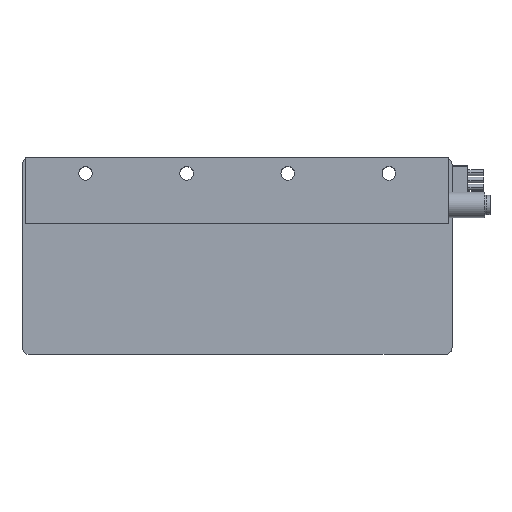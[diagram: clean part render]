
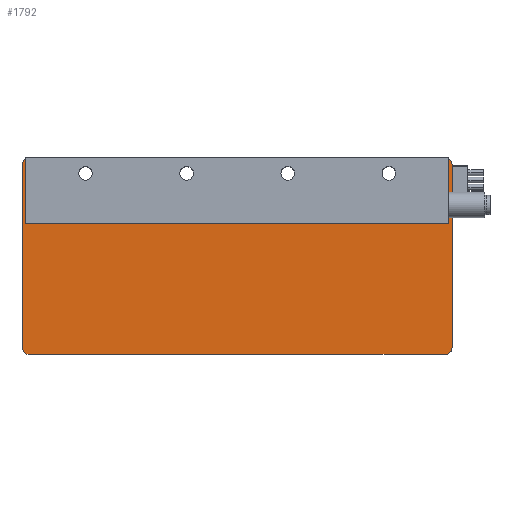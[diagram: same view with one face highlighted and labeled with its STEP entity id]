
A CAD part, top view. The second image highlights one B-rep face of the part: STEP entity #1792.
In plain terms, the highlighted planar face has unit normal (0, 0, 1).
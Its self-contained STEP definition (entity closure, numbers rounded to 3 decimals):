
#189=DIRECTION('',(0.,1.,0.));
#190=VECTOR('',#189,20.644);
#191=CARTESIAN_POINT('',(67.,10.1,3.25));
#192=LINE('',#191,#190);
#193=CARTESIAN_POINT('',(65.8,28.9,3.25));
#194=DIRECTION('',(0.,0.,-1.));
#195=DIRECTION('',(0.545,0.838,0.));
#196=AXIS2_PLACEMENT_3D('',#193,#194,#195);
#198=DIRECTION('',(0.,-1.,0.));
#199=VECTOR('',#198,57.9);
#200=CARTESIAN_POINT('',(68.,28.9,3.25));
#201=LINE('',#200,#199);
#202=CARTESIAN_POINT('',(65.8,-29.,3.25));
#203=DIRECTION('',(0.,0.,-1.));
#204=DIRECTION('',(1.,0.,0.));
#205=AXIS2_PLACEMENT_3D('',#202,#203,#204);
#207=DIRECTION('',(-1.,0.,0.));
#208=VECTOR('',#207,131.6);
#209=CARTESIAN_POINT('',(65.8,-31.2,3.25));
#210=LINE('',#209,#208);
#211=CARTESIAN_POINT('',(-65.8,-29.,3.25));
#212=DIRECTION('',(0.,0.,-1.));
#213=DIRECTION('',(0.,-1.,0.));
#214=AXIS2_PLACEMENT_3D('',#211,#212,#213);
#216=DIRECTION('',(0.,1.,0.));
#217=VECTOR('',#216,57.9);
#218=CARTESIAN_POINT('',(-68.,-29.,3.25));
#219=LINE('',#218,#217);
#220=CARTESIAN_POINT('',(-65.8,28.9,3.25));
#221=DIRECTION('',(0.,0.,-1.));
#222=DIRECTION('',(-1.,0.,0.));
#223=AXIS2_PLACEMENT_3D('',#220,#221,#222);
#225=DIRECTION('',(1.,0.,0.));
#226=VECTOR('',#225,134.);
#227=CARTESIAN_POINT('',(-67.,10.1,3.25));
#228=LINE('',#227,#226);
#378=DIRECTION('',(0.,1.,0.));
#379=VECTOR('',#378,20.644);
#380=CARTESIAN_POINT('',(-67.,10.1,3.25));
#381=LINE('',#380,#379);
#1292=CARTESIAN_POINT('',(67.,30.744,3.25));
#1294=VERTEX_POINT('',#1292);
#1295=CARTESIAN_POINT('',(68.,28.9,3.25));
#1296=VERTEX_POINT('',#1295);
#1303=CARTESIAN_POINT('',(-67.,30.744,3.25));
#1304=VERTEX_POINT('',#1303);
#1305=CARTESIAN_POINT('',(67.,10.1,3.25));
#1307=VERTEX_POINT('',#1305);
#1315=CARTESIAN_POINT('',(-67.,10.1,3.25));
#1316=VERTEX_POINT('',#1315);
#1319=CARTESIAN_POINT('',(68.,-29.,3.25));
#1320=VERTEX_POINT('',#1319);
#1321=CARTESIAN_POINT('',(65.8,-31.2,3.25));
#1322=VERTEX_POINT('',#1321);
#1323=CARTESIAN_POINT('',(-65.8,-31.2,3.25));
#1324=VERTEX_POINT('',#1323);
#1325=CARTESIAN_POINT('',(-68.,-29.,3.25));
#1326=VERTEX_POINT('',#1325);
#1327=CARTESIAN_POINT('',(-68.,28.9,3.25));
#1328=VERTEX_POINT('',#1327);
#1768=CARTESIAN_POINT('',(0.,-0.05,3.25));
#1769=DIRECTION('',(0.,0.,1.));
#1770=DIRECTION('',(1.,0.,0.));
#1771=AXIS2_PLACEMENT_3D('',#1768,#1769,#1770);
#1772=PLANE('',#1771);
#1773=ORIENTED_EDGE('',*,*,#1742,.T.);
#1774=ORIENTED_EDGE('',*,*,#1712,.T.);
#1776=ORIENTED_EDGE('',*,*,#1775,.T.);
#1778=ORIENTED_EDGE('',*,*,#1777,.T.);
#1780=ORIENTED_EDGE('',*,*,#1779,.T.);
#1782=ORIENTED_EDGE('',*,*,#1781,.T.);
#1784=ORIENTED_EDGE('',*,*,#1783,.T.);
#1786=ORIENTED_EDGE('',*,*,#1785,.T.);
#1788=ORIENTED_EDGE('',*,*,#1787,.F.);
#1789=ORIENTED_EDGE('',*,*,#1758,.T.);
#1790=EDGE_LOOP('',(#1773,#1774,#1776,#1778,#1780,#1782,#1784,#1786,#1788,
#1789));
#1791=FACE_OUTER_BOUND('',#1790,.F.);
#197=CIRCLE('',#196,2.2);
#206=CIRCLE('',#205,2.2);
#215=CIRCLE('',#214,2.2);
#224=CIRCLE('',#223,2.2);
#1712=EDGE_CURVE('',#1294,#1296,#197,.T.);
#1742=EDGE_CURVE('',#1307,#1294,#192,.T.);
#1758=EDGE_CURVE('',#1316,#1307,#228,.T.);
#1775=EDGE_CURVE('',#1296,#1320,#201,.T.);
#1777=EDGE_CURVE('',#1320,#1322,#206,.T.);
#1779=EDGE_CURVE('',#1322,#1324,#210,.T.);
#1781=EDGE_CURVE('',#1324,#1326,#215,.T.);
#1783=EDGE_CURVE('',#1326,#1328,#219,.T.);
#1785=EDGE_CURVE('',#1328,#1304,#224,.T.);
#1787=EDGE_CURVE('',#1316,#1304,#381,.T.);
#1792=ADVANCED_FACE('',(#1791),#1772,.T.);
